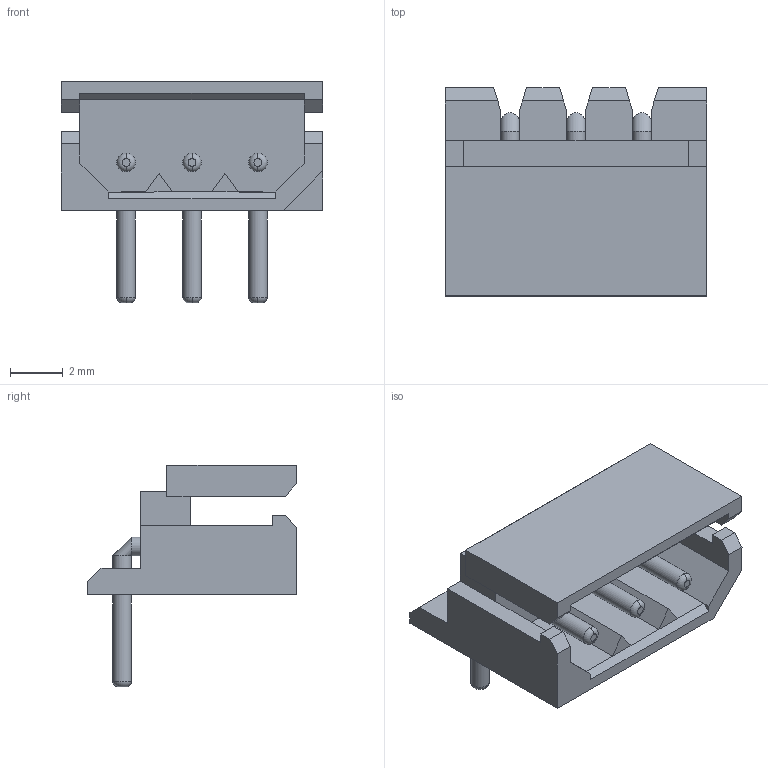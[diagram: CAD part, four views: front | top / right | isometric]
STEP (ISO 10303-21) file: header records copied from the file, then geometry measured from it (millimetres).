
FILE_DESCRIPTION(/* description */ ('STEP AP214'),/* implementation_level */ '2;1');
FILE_NAME(/* name */ '60f4ddae531b3c7425770c61',/* time_stamp */ '2021-07-19T02:04:31+00:00',/* author */ (''),/* organization */ (''),/* preprocessor_version */ 'ST-DEVELOPER v18.1',/* originating_system */ ' ',/* authorisation */ ' ');
FILE_SCHEMA (('AUTOMOTIVE_DESIGN {1 0 10303 214 3 1 1}'));
Length unit declared in the file: metre
Products named in the file (4): BASE; PIN 1; PIN 2; PIN 3
Bounding box: 9.9 x 7.9 x 8.4 mm (x, y, z)
Volume: 174.2 mm3; surface area: 481.6 mm2
Topology: 4 solids, 4 shells, 108 faces, 278 edges, 172 vertices
Faces by surface type: plane 84, torus 15, cylinder 9
Full cylindrical faces by diameter (mm): 0.7 x9
Entity records: 3226 total; most frequent: CARTESIAN_POINT 541, DIRECTION 532, ORIENTED_EDGE 520, EDGE_CURVE 260, LINE 212, VECTOR 212, VERTEX_POINT 169, AXIS2_PLACEMENT_3D 160
